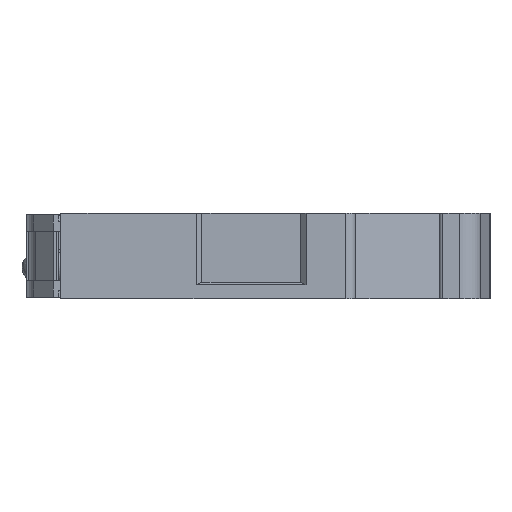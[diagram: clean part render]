
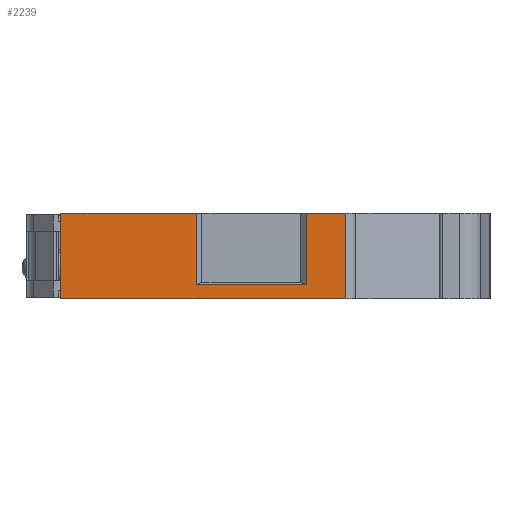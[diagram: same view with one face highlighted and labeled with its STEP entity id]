
A CAD part, left-side view. The second image highlights one B-rep face of the part: STEP entity #2239.
In plain terms, the highlighted planar face has unit normal (-1, 0, 0).
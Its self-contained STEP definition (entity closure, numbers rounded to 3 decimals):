
#235 = DIRECTION ( 'NONE',  ( 0., 1., 0. ) ) ;
#615 = LINE ( 'NONE', #2360, #10185 ) ;
#667 = ORIENTED_EDGE ( 'NONE', *, *, #8168, .T. ) ;
#697 = CARTESIAN_POINT ( 'NONE',  ( -46.916, -6.53, 9.727 ) ) ;
#1274 = CARTESIAN_POINT ( 'NONE',  ( -46.916, -10.18, 15.427 ) ) ;
#1426 = CARTESIAN_POINT ( 'NONE',  ( -46.916, -6.53, 8.727 ) ) ;
#1437 = DIRECTION ( 'NONE',  ( 0., 0., -1. ) ) ;
#1446 = VERTEX_POINT ( 'NONE', #5806 ) ;
#1515 = DIRECTION ( 'NONE',  ( 0., 0., 1. ) ) ;
#1654 = DIRECTION ( 'NONE',  ( 0., 1., 0. ) ) ;
#1957 = AXIS2_PLACEMENT_3D ( 'NONE', #8322, #11102, #3069 ) ;
#2035 = EDGE_CURVE ( 'NONE', #1446, #9047, #4625, .T. ) ;
#2079 = LINE ( 'NONE', #9264, #12350 ) ;
#2092 = VECTOR ( 'NONE', #5115, 1000. ) ;
#2239 = ADVANCED_FACE ( 'NONE', ( #7703 ), #5305, .T. ) ;
#2360 = CARTESIAN_POINT ( 'NONE',  ( -46.916, -23.681, 7.427 ) ) ;
#2405 = EDGE_LOOP ( 'NONE', ( #7101, #5957, #6549, #6441, #9162, #11237, #667, #2654 ) ) ;
#2642 = CARTESIAN_POINT ( 'NONE',  ( -46.916, 3.67, 15.427 ) ) ;
#2654 = ORIENTED_EDGE ( 'NONE', *, *, #6285, .T. ) ;
#2707 = CARTESIAN_POINT ( 'NONE',  ( -46.916, 3.67, 9.727 ) ) ;
#2841 = DIRECTION ( 'NONE',  ( 0., 1., 0. ) ) ;
#3069 = DIRECTION ( 'NONE',  ( 0., -1., 0. ) ) ;
#3178 = VECTOR ( 'NONE', #1515, 1000. ) ;
#3346 = CARTESIAN_POINT ( 'NONE',  ( -46.916, -6.53, 15.427 ) ) ;
#3593 = VERTEX_POINT ( 'NONE', #10685 ) ;
#3769 = LINE ( 'NONE', #1274, #11002 ) ;
#4049 = EDGE_CURVE ( 'NONE', #6599, #8032, #5888, .T. ) ;
#4172 = CARTESIAN_POINT ( 'NONE',  ( -46.916, 3.67, 8.727 ) ) ;
#4277 = CARTESIAN_POINT ( 'NONE',  ( -46.916, 3.67, 8.727 ) ) ;
#4625 = LINE ( 'NONE', #11335, #5375 ) ;
#5115 = DIRECTION ( 'NONE',  ( 0., 0., 1. ) ) ;
#5305 = PLANE ( 'NONE',  #1957 ) ;
#5375 = VECTOR ( 'NONE', #7062, 1000. ) ;
#5806 = CARTESIAN_POINT ( 'NONE',  ( -46.916, 16.32, 7.427 ) ) ;
#5873 = EDGE_CURVE ( 'NONE', #7001, #9047, #2079, .T. ) ;
#5888 = LINE ( 'NONE', #7308, #10003 ) ;
#5957 = ORIENTED_EDGE ( 'NONE', *, *, #2035, .F. ) ;
#6285 = EDGE_CURVE ( 'NONE', #8561, #7001, #7864, .T. ) ;
#6441 = ORIENTED_EDGE ( 'NONE', *, *, #7945, .F. ) ;
#6549 = ORIENTED_EDGE ( 'NONE', *, *, #10775, .F. ) ;
#6599 = VERTEX_POINT ( 'NONE', #10699 ) ;
#7001 = VERTEX_POINT ( 'NONE', #2642 ) ;
#7062 = DIRECTION ( 'NONE',  ( 0., 0., 1. ) ) ;
#7101 = ORIENTED_EDGE ( 'NONE', *, *, #5873, .T. ) ;
#7308 = CARTESIAN_POINT ( 'NONE',  ( -46.916, -23.681, 15.427 ) ) ;
#7570 = CARTESIAN_POINT ( 'NONE',  ( -46.916, 16.32, 15.427 ) ) ;
#7703 = FACE_OUTER_BOUND ( 'NONE', #2405, .T. ) ;
#7864 = LINE ( 'NONE', #2707, #3178 ) ;
#7886 = EDGE_CURVE ( 'NONE', #10387, #8032, #9372, .T. ) ;
#7945 = EDGE_CURVE ( 'NONE', #6599, #3593, #3769, .T. ) ;
#8032 = VERTEX_POINT ( 'NONE', #3346 ) ;
#8168 = EDGE_CURVE ( 'NONE', #10387, #8561, #9119, .T. ) ;
#8322 = CARTESIAN_POINT ( 'NONE',  ( -46.916, -23.681, 15.427 ) ) ;
#8561 = VERTEX_POINT ( 'NONE', #4172 ) ;
#9047 = VERTEX_POINT ( 'NONE', #7570 ) ;
#9119 = LINE ( 'NONE', #4277, #11968 ) ;
#9162 = ORIENTED_EDGE ( 'NONE', *, *, #4049, .T. ) ;
#9264 = CARTESIAN_POINT ( 'NONE',  ( -46.916, -23.681, 15.427 ) ) ;
#9372 = LINE ( 'NONE', #697, #2092 ) ;
#10003 = VECTOR ( 'NONE', #2841, 1000. ) ;
#10185 = VECTOR ( 'NONE', #235, 1000. ) ;
#10387 = VERTEX_POINT ( 'NONE', #1426 ) ;
#10685 = CARTESIAN_POINT ( 'NONE',  ( -46.916, -10.18, 7.427 ) ) ;
#10699 = CARTESIAN_POINT ( 'NONE',  ( -46.916, -10.18, 15.427 ) ) ;
#10775 = EDGE_CURVE ( 'NONE', #3593, #1446, #615, .T. ) ;
#11002 = VECTOR ( 'NONE', #1437, 1000. ) ;
#11102 = DIRECTION ( 'NONE',  ( -1., 0., 0. ) ) ;
#11237 = ORIENTED_EDGE ( 'NONE', *, *, #7886, .F. ) ;
#11327 = DIRECTION ( 'NONE',  ( 0., 1., 0. ) ) ;
#11335 = CARTESIAN_POINT ( 'NONE',  ( -46.916, 16.32, -1.182 ) ) ;
#11968 = VECTOR ( 'NONE', #1654, 1000. ) ;
#12350 = VECTOR ( 'NONE', #11327, 1000. ) ;
